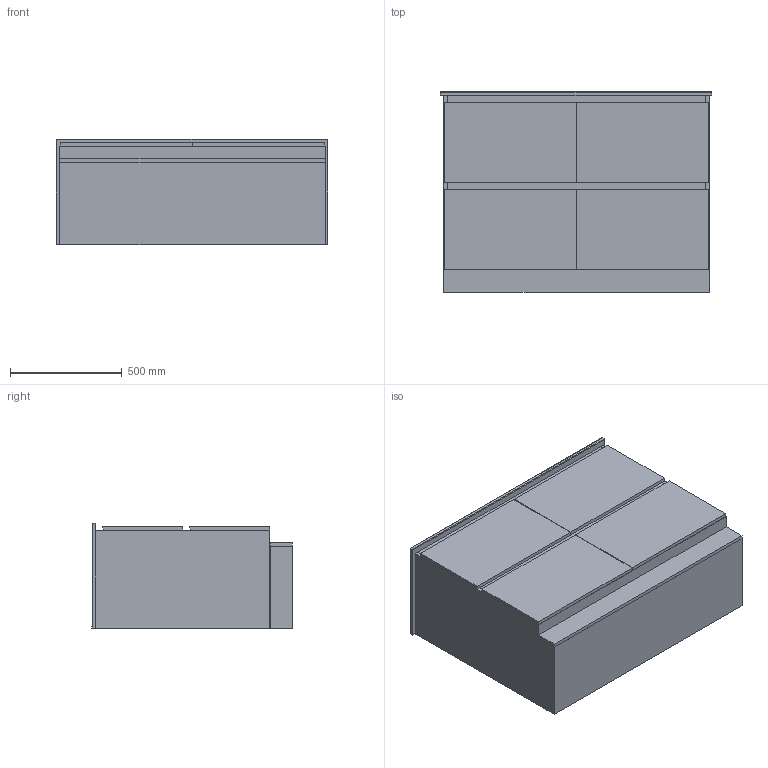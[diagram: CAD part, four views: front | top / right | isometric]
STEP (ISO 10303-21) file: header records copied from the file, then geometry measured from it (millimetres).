
FILE_DESCRIPTION (( 'STEP AP214' ), '1' );
FILE_NAME ('1200D.STEP', '2022-07-25T04:44:12', ( '' ), ( '' ), 'SwSTEP 2.0', 'SolidWorks 2021', '' );
FILE_SCHEMA (( 'AUTOMOTIVE_DESIGN' ));
Length unit declared in the file: millimetre
Products named in the file (6): Spirit Ceramic ALL; 1200D; Spirit Overflow Ring; Domaine All Drawer 1200 Double WK; Spirit 1200 Double Ceramic
Assembly tree (6 placements, depth 4):
  1200D
    Domaine All Drawer 1200 Double WK
    Spirit Ceramic ALL
      Spirit 1200 Double Ceramic
        Spirit 1200 Double Ceramic
        Spirit Overflow Ring  x2
Bounding box: 1215 x 898.1 x 470 mm (x, y, z)
Volume: 106524221.8 mm3; surface area: 10989674.7 mm2
Topology: 10 solids, 12 shells, 370 faces, 864 edges, 496 vertices
Faces by surface type: plane 144, cylinder 129, torus 57, sphere 24, bspline 12, cone 4
Entity records: 10442 total; most frequent: CARTESIAN_POINT 2515, DIRECTION 1715, ORIENTED_EDGE 1491, EDGE_CURVE 754, AXIS2_PLACEMENT_3D 660, VERTEX_POINT 444, LINE 395, VECTOR 395
